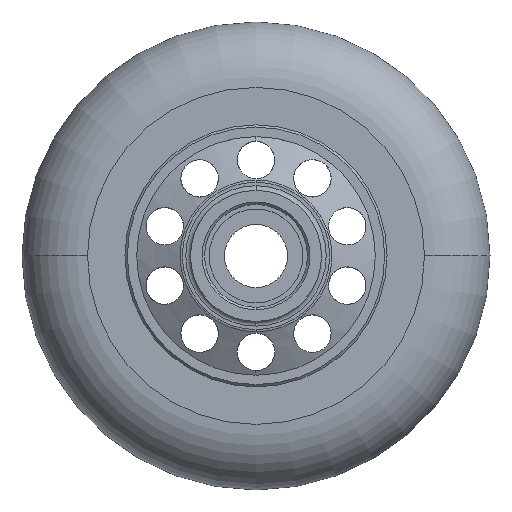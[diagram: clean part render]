
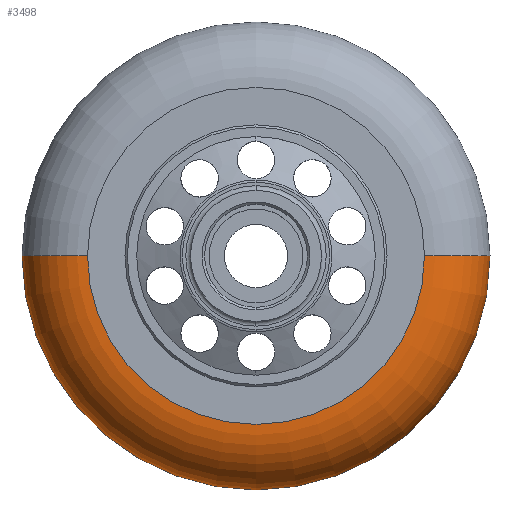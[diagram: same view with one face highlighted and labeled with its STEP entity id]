
A CAD part, top view. The second image highlights one B-rep face of the part: STEP entity #3498.
In plain terms, the highlighted toroidal (fillet/blend) face has major radius 72 mm and minor radius 28.18 mm.
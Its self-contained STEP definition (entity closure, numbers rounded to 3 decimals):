
#1227=CARTESIAN_POINT('',(0.,0.,0.));
#1228=DIRECTION('',(0.,0.,1.));
#1229=DIRECTION('',(-1.,0.,0.));
#1230=AXIS2_PLACEMENT_3D('',#1227,#1228,#1229);
#1307=CARTESIAN_POINT('',(-72.,0.,-28.18));
#1308=DIRECTION('',(0.,-1.,0.));
#1309=DIRECTION('',(0.,0.,1.));
#1310=AXIS2_PLACEMENT_3D('',#1307,#1308,#1309);
#1315=CARTESIAN_POINT('',(72.,0.,
-28.18));
#1316=DIRECTION('',(0.,-1.,0.));
#1317=DIRECTION('',(0.994,0.,0.113));
#1318=AXIS2_PLACEMENT_3D('',#1315,#1316,#1317);
#1323=CARTESIAN_POINT('',(0.,0.,-25.));
#1324=DIRECTION('',(0.,0.,1.));
#1325=DIRECTION('',(-1.,0.,0.));
#1326=AXIS2_PLACEMENT_3D('',#1323,#1324,#1325);
#2852=CARTESIAN_POINT('',(-100.,0.,
-25.));
#2853=CARTESIAN_POINT('',(100.,0.,
-25.));
#2854=VERTEX_POINT('',#2852);
#2855=VERTEX_POINT('',#2853);
#2856=CARTESIAN_POINT('',(72.,0.,
0.));
#2857=VERTEX_POINT('',#2856);
#2858=CARTESIAN_POINT('',(-72.,0.,0.));
#2859=VERTEX_POINT('',#2858);
#3487=CARTESIAN_POINT('',(0.,0.,-28.18));
#3488=DIRECTION('',(0.,0.,-1.));
#3489=DIRECTION('',(-1.,0.,0.));
#3490=AXIS2_PLACEMENT_3D('',#3487,#3488,#3489);
#3491=TOROIDAL_SURFACE('',#3490,72.,28.18);
#3492=ORIENTED_EDGE('',*,*,#3409,.F.);
#3493=ORIENTED_EDGE('',*,*,#3383,.T.);
#3494=ORIENTED_EDGE('',*,*,#3406,.F.);
#3495=ORIENTED_EDGE('',*,*,#3473,.F.);
#3496=EDGE_LOOP('',(#3492,#3493,#3494,#3495));
#3497=FACE_OUTER_BOUND('',#3496,.F.);
#1231=CIRCLE('',#1230,72.);
#1311=CIRCLE('',#1310,28.18);
#1319=CIRCLE('',#1318,28.18);
#1327=CIRCLE('',#1326,100.);
#3383=EDGE_CURVE('',#2859,#2857,#1231,.T.);
#3406=EDGE_CURVE('',#2855,#2857,#1319,.T.);
#3409=EDGE_CURVE('',#2859,#2854,#1311,.T.);
#3473=EDGE_CURVE('',#2854,#2855,#1327,.T.);
#3498=ADVANCED_FACE('',(#3497),#3491,.T.);
